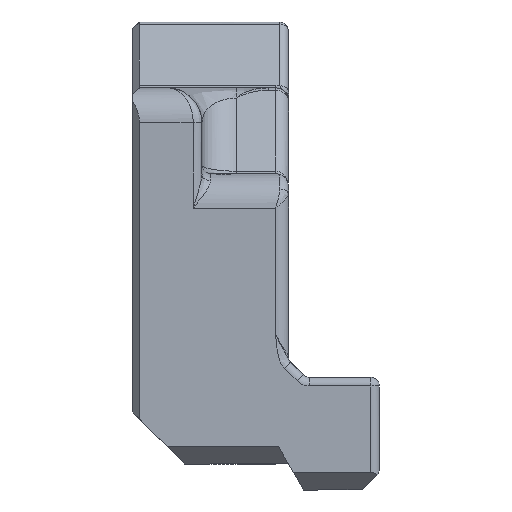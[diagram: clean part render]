
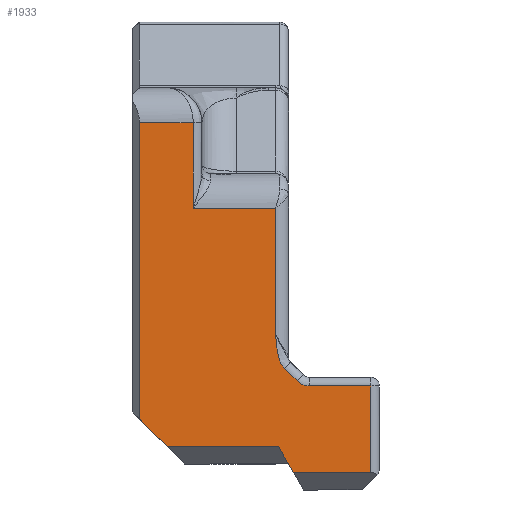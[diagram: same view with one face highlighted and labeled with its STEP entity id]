
A CAD part, front view. The second image highlights one B-rep face of the part: STEP entity #1933.
In plain terms, the highlighted planar face has unit normal (0, -1, 0).
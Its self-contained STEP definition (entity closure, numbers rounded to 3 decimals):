
#5 = VERTEX_POINT ( 'NONE', #2736 ) ;
#121 = EDGE_CURVE ( 'NONE', #2388, #5687, #3557, .T. ) ;
#130 = VERTEX_POINT ( 'NONE', #2359 ) ;
#201 = DIRECTION ( 'NONE',  ( -0.707, 0., 0.707 ) ) ;
#288 = ORIENTED_EDGE ( 'NONE', *, *, #7018, .T. ) ;
#640 = EDGE_CURVE ( 'NONE', #7725, #5570, #832, .T. ) ;
#658 = ORIENTED_EDGE ( 'NONE', *, *, #6501, .T. ) ;
#741 = LINE ( 'NONE', #8301, #5214 ) ;
#819 = VERTEX_POINT ( 'NONE', #5891 ) ;
#832 = LINE ( 'NONE', #2804, #7362 ) ;
#1098 = VECTOR ( 'NONE', #8101, 1000. ) ;
#1194 = CARTESIAN_POINT ( 'NONE',  ( -51.193, 9., -53.705 ) ) ;
#1286 = DIRECTION ( 'NONE',  ( 0., 0., 1. ) ) ;
#1301 = EDGE_LOOP ( 'NONE', ( #8200, #288, #3537, #2928, #7481, #5080, #2779, #658, #4357, #1581, #1492, #2606, #4372, #2666 ) ) ;
#1424 = CARTESIAN_POINT ( 'NONE',  ( -56.25, 9., -44.75 ) ) ;
#1492 = ORIENTED_EDGE ( 'NONE', *, *, #7465, .F. ) ;
#1500 = VECTOR ( 'NONE', #5965, 1000. ) ;
#1516 = CARTESIAN_POINT ( 'NONE',  ( -58.25, 9., -58.5 ) ) ;
#1543 = DIRECTION ( 'NONE',  ( -1., 0., 0. ) ) ;
#1575 = CARTESIAN_POINT ( 'NONE',  ( -50.75, 9., -59.5 ) ) ;
#1581 = ORIENTED_EDGE ( 'NONE', *, *, #4181, .T. ) ;
#1600 = CARTESIAN_POINT ( 'NONE',  ( -50.25, 9., -54.707 ) ) ;
#1720 = CARTESIAN_POINT ( 'NONE',  ( -49.75, 9., -55. ) ) ;
#1933 = ADVANCED_FACE ( 'NONE', ( #4990 ), #4903, .F. ) ;
#2085 = CARTESIAN_POINT ( 'NONE',  ( -49.543, 9., -54. ) ) ;
#2359 = CARTESIAN_POINT ( 'NONE',  ( -51.5, 9., -44.75 ) ) ;
#2388 = VERTEX_POINT ( 'NONE', #1600 ) ;
#2486 = CARTESIAN_POINT ( 'NONE',  ( -51.35, 9., -53.223 ) ) ;
#2581 = CARTESIAN_POINT ( 'NONE',  ( -51.483, 9., -52.211 ) ) ;
#2594 = EDGE_CURVE ( 'NONE', #819, #4235, #5989, .T. ) ;
#2606 = ORIENTED_EDGE ( 'NONE', *, *, #121, .T. ) ;
#2666 = ORIENTED_EDGE ( 'NONE', *, *, #8000, .T. ) ;
#2736 = CARTESIAN_POINT ( 'NONE',  ( -46., 9., -55. ) ) ;
#2779 = ORIENTED_EDGE ( 'NONE', *, *, #5204, .T. ) ;
#2787 = CARTESIAN_POINT ( 'NONE',  ( -46., 9., -60. ) ) ;
#2804 = CARTESIAN_POINT ( 'NONE',  ( -59.75, 9., -56.5 ) ) ;
#2830 = DIRECTION ( 'NONE',  ( 0., 0., 1. ) ) ;
#2928 = ORIENTED_EDGE ( 'NONE', *, *, #7467, .T. ) ;
#2950 = VECTOR ( 'NONE', #201, 1000. ) ;
#3089 = DIRECTION ( 'NONE',  ( 0., 0., 1. ) ) ;
#3183 = VERTEX_POINT ( 'NONE', #5358 ) ;
#3259 = CARTESIAN_POINT ( 'NONE',  ( -58.25, 9., -39.8 ) ) ;
#3267 = EDGE_CURVE ( 'NONE', #5570, #3183, #8447, .T. ) ;
#3271 = VERTEX_POINT ( 'NONE', #5725 ) ;
#3273 = AXIS2_PLACEMENT_3D ( 'NONE', #4249, #5734, #4208 ) ;
#3295 = CARTESIAN_POINT ( 'NONE',  ( -50.982, 9., -53.975 ) ) ;
#3474 = LINE ( 'NONE', #3517, #6980 ) ;
#3517 = CARTESIAN_POINT ( 'NONE',  ( -59.35, 9., 0. ) ) ;
#3537 = ORIENTED_EDGE ( 'NONE', *, *, #2594, .T. ) ;
#3557 = LINE ( 'NONE', #8682, #2950 ) ;
#3584 = DIRECTION ( 'NONE',  ( 0.707, 0., -0.707 ) ) ;
#3999 = CARTESIAN_POINT ( 'NONE',  ( -51.428, 9., -52.719 ) ) ;
#4181 = EDGE_CURVE ( 'NONE', #5, #3271, #6016, .T. ) ;
#4208 = DIRECTION ( 'NONE',  ( 0., 0., 1. ) ) ;
#4235 = VERTEX_POINT ( 'NONE', #7501 ) ;
#4249 = CARTESIAN_POINT ( 'NONE',  ( -58.25, 9., 0. ) ) ;
#4298 = CARTESIAN_POINT ( 'NONE',  ( -51.5, 9., -52.043 ) ) ;
#4330 = VECTOR ( 'NONE', #3089, 1000. ) ;
#4357 = ORIENTED_EDGE ( 'NONE', *, *, #8912, .T. ) ;
#4372 = ORIENTED_EDGE ( 'NONE', *, *, #5428, .T. ) ;
#4488 = VECTOR ( 'NONE', #1543, 1000. ) ;
#4558 = CARTESIAN_POINT ( 'NONE',  ( -50.982, 9., -53.975 ) ) ;
#4726 = DIRECTION ( 'NONE',  ( 0., 0., 1. ) ) ;
#4812 = EDGE_CURVE ( 'NONE', #130, #6286, #8561, .T. ) ;
#4903 = PLANE ( 'NONE',  #3273 ) ;
#4990 = FACE_OUTER_BOUND ( 'NONE', #1301, .T. ) ;
#5054 = AXIS2_PLACEMENT_3D ( 'NONE', #2085, #5695, #2830 ) ;
#5077 = CARTESIAN_POINT ( 'NONE',  ( -46., 9., 0. ) ) ;
#5080 = ORIENTED_EDGE ( 'NONE', *, *, #3267, .T. ) ;
#5145 = VERTEX_POINT ( 'NONE', #4298 ) ;
#5157 = VERTEX_POINT ( 'NONE', #2787 ) ;
#5204 = EDGE_CURVE ( 'NONE', #3183, #8341, #5786, .T. ) ;
#5214 = VECTOR ( 'NONE', #1286, 1000. ) ;
#5358 = CARTESIAN_POINT ( 'NONE',  ( -51.327, 9., -58.5 ) ) ;
#5386 = LINE ( 'NONE', #7466, #6378 ) ;
#5394 = CARTESIAN_POINT ( 'NONE',  ( -51.315, 9., -53.389 ) ) ;
#5428 = EDGE_CURVE ( 'NONE', #5687, #5145, #9065, .T. ) ;
#5570 = VERTEX_POINT ( 'NONE', #8741 ) ;
#5687 = VERTEX_POINT ( 'NONE', #3295 ) ;
#5695 = DIRECTION ( 'NONE',  ( 0., -1., 0. ) ) ;
#5725 = CARTESIAN_POINT ( 'NONE',  ( -49.543, 9., -55. ) ) ;
#5734 = DIRECTION ( 'NONE',  ( 0., 1., 0. ) ) ;
#5786 = LINE ( 'NONE', #1575, #1500 ) ;
#5800 = VECTOR ( 'NONE', #4726, 1000. ) ;
#5891 = CARTESIAN_POINT ( 'NONE',  ( -56.25, 9., -39.8 ) ) ;
#5965 = DIRECTION ( 'NONE',  ( 0.5, 0., -0.866 ) ) ;
#5989 = LINE ( 'NONE', #3259, #6542 ) ;
#6016 = LINE ( 'NONE', #1720, #1098 ) ;
#6031 = DIRECTION ( 'NONE',  ( -1., 0., 0. ) ) ;
#6159 = LINE ( 'NONE', #7552, #5800 ) ;
#6286 = VERTEX_POINT ( 'NONE', #1424 ) ;
#6378 = VECTOR ( 'NONE', #6679, 1000. ) ;
#6501 = EDGE_CURVE ( 'NONE', #8341, #5157, #5386, .T. ) ;
#6542 = VECTOR ( 'NONE', #6031, 1000. ) ;
#6549 = VECTOR ( 'NONE', #7155, 1000. ) ;
#6679 = DIRECTION ( 'NONE',  ( 1., 0., 0. ) ) ;
#6731 = CARTESIAN_POINT ( 'NONE',  ( -51.5, 9., -52.043 ) ) ;
#6782 = CARTESIAN_POINT ( 'NONE',  ( -59.35, 9., -56.9 ) ) ;
#6980 = VECTOR ( 'NONE', #7120, 1000. ) ;
#7018 = EDGE_CURVE ( 'NONE', #6286, #819, #6159, .T. ) ;
#7120 = DIRECTION ( 'NONE',  ( 0., 0., -1. ) ) ;
#7155 = DIRECTION ( 'NONE',  ( 1., 0., 0. ) ) ;
#7362 = VECTOR ( 'NONE', #3584, 1000. ) ;
#7465 = EDGE_CURVE ( 'NONE', #2388, #3271, #9031, .T. ) ;
#7466 = CARTESIAN_POINT ( 'NONE',  ( -45.5, 9., -60. ) ) ;
#7467 = EDGE_CURVE ( 'NONE', #4235, #7725, #3474, .T. ) ;
#7481 = ORIENTED_EDGE ( 'NONE', *, *, #640, .T. ) ;
#7501 = CARTESIAN_POINT ( 'NONE',  ( -59.35, 9., -39.8 ) ) ;
#7521 = CARTESIAN_POINT ( 'NONE',  ( -51.104, 9., -53.853 ) ) ;
#7552 = CARTESIAN_POINT ( 'NONE',  ( -56.25, 9., -39.8 ) ) ;
#7568 = CARTESIAN_POINT ( 'NONE',  ( -51.466, 9., -52.381 ) ) ;
#7725 = VERTEX_POINT ( 'NONE', #6782 ) ;
#7953 = LINE ( 'NONE', #5077, #4330 ) ;
#8000 = EDGE_CURVE ( 'NONE', #5145, #130, #741, .T. ) ;
#8101 = DIRECTION ( 'NONE',  ( -1., 0., 0. ) ) ;
#8171 = CARTESIAN_POINT ( 'NONE',  ( -51.407, 9., -52.888 ) ) ;
#8200 = ORIENTED_EDGE ( 'NONE', *, *, #4812, .T. ) ;
#8301 = CARTESIAN_POINT ( 'NONE',  ( -51.5, 9., -42.75 ) ) ;
#8333 = CARTESIAN_POINT ( 'NONE',  ( -50.461, 9., -60. ) ) ;
#8341 = VERTEX_POINT ( 'NONE', #8333 ) ;
#8447 = LINE ( 'NONE', #1516, #6549 ) ;
#8518 = CARTESIAN_POINT ( 'NONE',  ( -58.25, 9., -44.75 ) ) ;
#8561 = LINE ( 'NONE', #8518, #4488 ) ;
#8682 = CARTESIAN_POINT ( 'NONE',  ( -81.604, 9., -23.354 ) ) ;
#8741 = CARTESIAN_POINT ( 'NONE',  ( -57.75, 9., -58.5 ) ) ;
#8912 = EDGE_CURVE ( 'NONE', #5157, #5, #7953, .T. ) ;
#9031 = CIRCLE ( 'NONE', #5054, 1. ) ;
#9065 = B_SPLINE_CURVE_WITH_KNOTS ( 'NONE', 3,
 ( #4558, #7521, #1194, #5394, #2486, #8171, #3999, #7568, #2581, #6731 ),
 .UNSPECIFIED., .F., .F.,
 ( 4, 2, 2, 2, 4 ),
 ( 0., 0.001, 0.001, 0.002, 0.002 ),
 .UNSPECIFIED. ) ;
